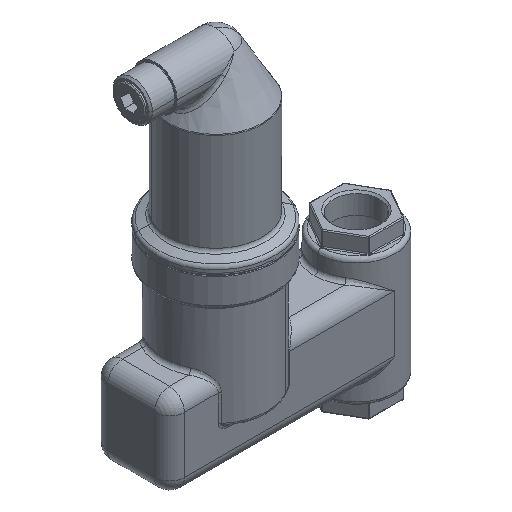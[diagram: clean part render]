
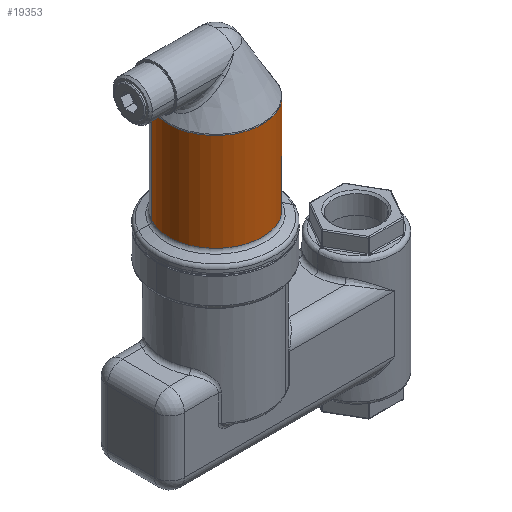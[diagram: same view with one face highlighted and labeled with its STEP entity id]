
A CAD part, isometric view. The second image highlights one B-rep face of the part: STEP entity #19353.
In plain terms, the highlighted cylindrical face has radius 25 mm (diameter 50 mm), a partial arc.
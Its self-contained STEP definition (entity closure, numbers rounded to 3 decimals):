
#19239=AXIS2_PLACEMENT_3D('Circle Axis2P3D',#19237,#19238,$) ;
#19314=AXIS2_PLACEMENT_3D('Cylinder Axis2P3D',#19311,#19312,#19313) ;
#19344=AXIS2_PLACEMENT_3D('Circle Axis2P3D',#19342,#19343,$) ;
#19215=CARTESIAN_POINT('Vertex',(11.986,21.94,20.)) ;
#19222=CARTESIAN_POINT('Vertex',(-11.986,-21.94,20.)) ;
#19237=CARTESIAN_POINT('Axis2P3D Location',(0.,0.,20.)) ;
#19311=CARTESIAN_POINT('Axis2P3D Location',(0.,0.,52.)) ;
#19316=CARTESIAN_POINT('Line Origine',(11.986,21.94,45.965)) ;
#19320=CARTESIAN_POINT('Vertex',(11.986,21.94,71.931)) ;
#19327=CARTESIAN_POINT('Vertex',(-11.986,-21.94,71.931)) ;
#19330=CARTESIAN_POINT('Line Origine',(-11.986,-21.94,45.965)) ;
#19342=CARTESIAN_POINT('Axis2P3D Location',(0.,0.,71.931)) ;
#19238=DIRECTION('Axis2P3D Direction',(0.,0.,-1.)) ;
#19312=DIRECTION('Axis2P3D Direction',(0.,0.,-1.)) ;
#19313=DIRECTION('Axis2P3D XDirection',(0.479,0.878,0.)) ;
#19317=DIRECTION('Vector Direction',(0.,0.,-1.)) ;
#19331=DIRECTION('Vector Direction',(0.,0.,-1.)) ;
#19343=DIRECTION('Axis2P3D Direction',(0.,0.,-1.)) ;
#19318=VECTOR('Line Direction',#19317,1.) ;
#19332=VECTOR('Line Direction',#19331,1.) ;
#19348=ORIENTED_EDGE('',*,*,#19241,.F.) ;
#19349=ORIENTED_EDGE('',*,*,#19334,.T.) ;
#19350=ORIENTED_EDGE('',*,*,#19346,.T.) ;
#19351=ORIENTED_EDGE('',*,*,#19322,.F.) ;
#19353=ADVANCED_FACE('Hauptk\X2\00F6\X0\rper',(#19352),#19315,.T.) ;
#19240=CIRCLE('generated circle',#19239,25.) ;
#19345=CIRCLE('generated circle',#19344,25.) ;
#19315=CYLINDRICAL_SURFACE('generated cylinder',#19314,25.) ;
#19241=EDGE_CURVE('',#19223,#19216,#19240,.T.) ;
#19322=EDGE_CURVE('',#19216,#19321,#19319,.F.) ;
#19334=EDGE_CURVE('',#19223,#19328,#19333,.F.) ;
#19346=EDGE_CURVE('',#19328,#19321,#19345,.T.) ;
#19347=EDGE_LOOP('',(#19348,#19349,#19350,#19351)) ;
#19352=FACE_OUTER_BOUND('',#19347,.T.) ;
#19319=LINE('Line',#19316,#19318) ;
#19333=LINE('Line',#19330,#19332) ;
#19216=VERTEX_POINT('',#19215) ;
#19223=VERTEX_POINT('',#19222) ;
#19321=VERTEX_POINT('',#19320) ;
#19328=VERTEX_POINT('',#19327) ;
